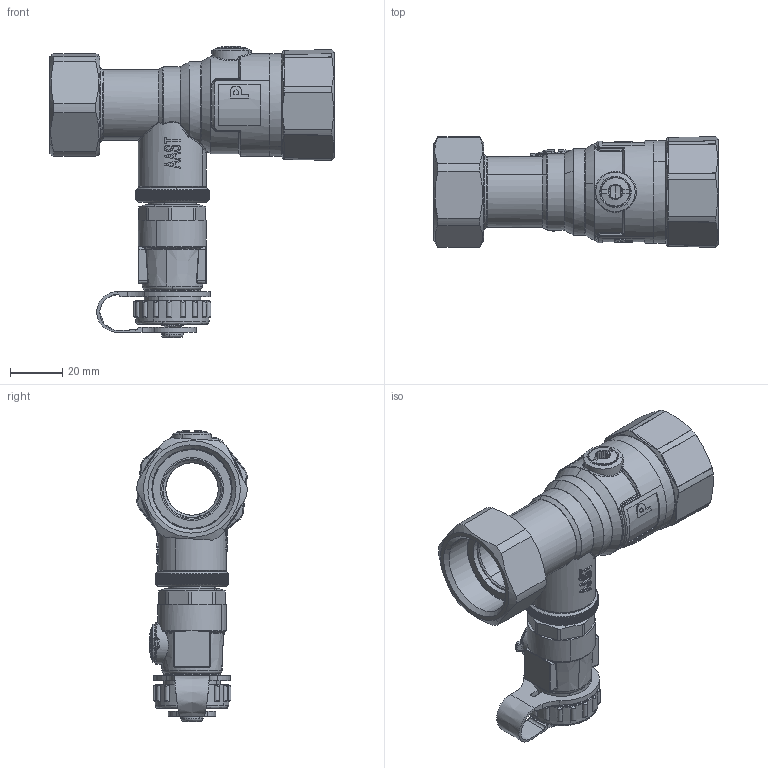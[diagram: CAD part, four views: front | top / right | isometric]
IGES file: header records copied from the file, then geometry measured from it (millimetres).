
Global section: file name: No Iges File Name specified; native system: Autodesk Inventor 2009; preprocessor: AutoDesk Inventor Iges Exporter R2009; author: CADJOBServer; date: 20091109.152512; units: millimetre
Bounding box: 108.35 x 42.15 x 110.9 mm (x, y, z)
Volume: 84072.6 mm3; surface area: 48829.2 mm2
Topology: 7 solids, 9 shells, 1641 faces, 4597 edges, 2976 vertices
Faces by surface type: plane 720, cylinder 297, bspline 277, revolution 195, cone 124, sphere 28
Full cylindrical faces by diameter (mm): 37 x1
